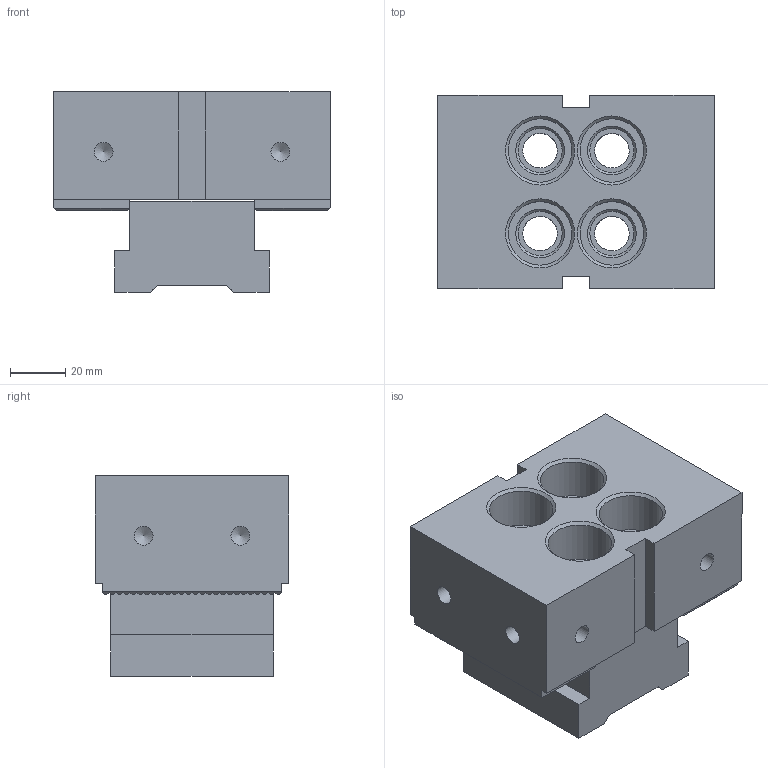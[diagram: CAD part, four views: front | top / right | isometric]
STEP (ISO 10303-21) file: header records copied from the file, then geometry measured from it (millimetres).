
FILE_DESCRIPTION( ( 'Unknown' ), '1' );
FILE_NAME( 'SVF-B01-100.stp', 'Unknown', ( 'Unknown' ), ( 'Unknown' ), 'PSStep 17.0.49', 'Unknown', ' ' );
FILE_SCHEMA( ( 'AUTOMOTIVE_DESIGN { 1 0 10303 214 1 1 1 1 }' ) );
Length unit declared in the file: millimetre
Products named in the file (3): Assem1; 1-SVF-B01-100-2; 1-SVF-B01-100-1
Assembly tree (2 placements, depth 2):
  Assem1
    1-SVF-B01-100-2
    1-SVF-B01-100-1
Bounding box: 100 x 70 x 72.6 mm (x, y, z)
Volume: 312040.7 mm3; surface area: 56674 mm2
Topology: 2 solids, 2 shells, 242 faces, 706 edges, 468 vertices
Faces by surface type: plane 202, cylinder 20, cone 20
Full cylindrical faces by diameter (mm): 6.8 x8, 12.5 x4, 16 x4, 23 x4
Entity records: 9528 total; most frequent: CARTESIAN_POINT 1339, ORIENTED_EDGE 1284, DIRECTION 1196, EDGE_CURVE 642, LINE 578, VECTOR 578, VERTEX_POINT 452, AXIS2_PLACEMENT_3D 309
